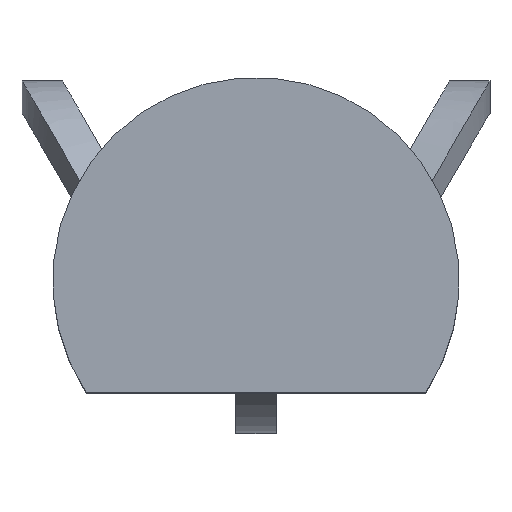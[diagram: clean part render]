
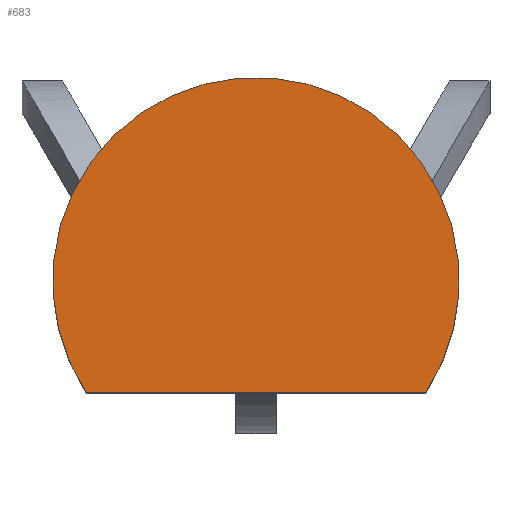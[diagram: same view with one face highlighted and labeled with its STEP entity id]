
A CAD part, top view. The second image highlights one B-rep face of the part: STEP entity #683.
In plain terms, the highlighted planar face has unit normal (0, 0, 1).
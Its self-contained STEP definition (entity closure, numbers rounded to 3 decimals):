
#19=CIRCLE('',#727,2.415);
#80=FACE_OUTER_BOUND('',#122,.T.);
#122=EDGE_LOOP('',(#575,#576));
#194=LINE('',#1431,#266);
#266=VECTOR('',#858,1.);
#317=VERTEX_POINT('',#1427);
#318=VERTEX_POINT('',#1429);
#403=EDGE_CURVE('',#317,#318,#194,.T.);
#404=EDGE_CURVE('',#318,#317,#19,.T.);
#575=ORIENTED_EDGE('',*,*,#403,.T.);
#576=ORIENTED_EDGE('',*,*,#404,.T.);
#604=PLANE('',#728);
#683=ADVANCED_FACE('',(#80),#604,.F.);
#727=AXIS2_PLACEMENT_3D('',#1433,#861,#862);
#728=AXIS2_PLACEMENT_3D('',#1434,#863,#864);
#858=DIRECTION('',(1.,0.,0.));
#861=DIRECTION('center_axis',(0.,0.,1.));
#862=DIRECTION('ref_axis',(1.,0.,0.));
#863=DIRECTION('center_axis',(0.,0.,-1.));
#864=DIRECTION('ref_axis',(-1.,0.,0.));
#1427=CARTESIAN_POINT('',(-4.556,-3.53,8.9));
#1429=CARTESIAN_POINT('',(-0.524,-3.53,8.9));
#1431=CARTESIAN_POINT('',(-4.556,-3.53,8.9));
#1433=CARTESIAN_POINT('Origin',(-2.54,-2.2,8.9));
#1434=CARTESIAN_POINT('Origin',(-4.556,-3.53,8.9));
